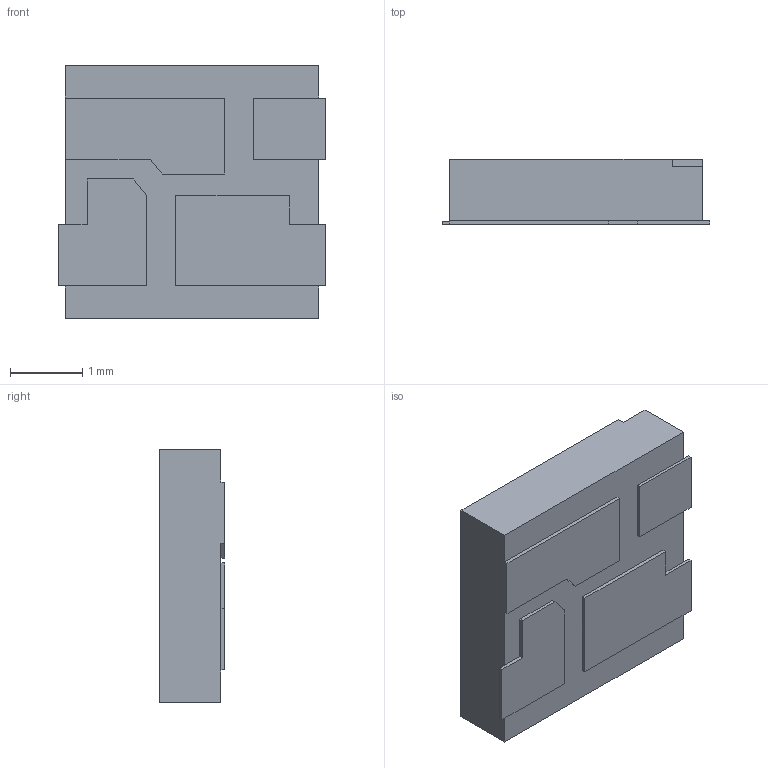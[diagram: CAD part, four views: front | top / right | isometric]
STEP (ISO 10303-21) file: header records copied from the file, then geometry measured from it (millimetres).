
FILE_DESCRIPTION (( 'STEP AP214' ), '1' );
FILE_NAME ('SK6812Mini.STEP', '2016-04-12T13:27:28', ( '' ), ( '' ), 'SwSTEP 2.0', 'SolidWorks 2015', '' );
FILE_SCHEMA (( 'AUTOMOTIVE_DESIGN' ));
Length unit declared in the file: millimetre
Products named in the file (1): SK6812Mini
Bounding box: 3.7 x 0.9 x 3.5 mm (x, y, z)
Volume: 10.1 mm3; surface area: 38.9 mm2
Topology: 1 solids, 1 shells, 40 faces, 105 edges, 68 vertices
Faces by surface type: plane 38, cylinder 2
Entity records: 1591 total; most frequent: CARTESIAN_POINT 214, ORIENTED_EDGE 210, DIRECTION 191, EDGE_CURVE 105, LINE 101, VECTOR 101, VERTEX_POINT 68, AXIS2_PLACEMENT_3D 45
